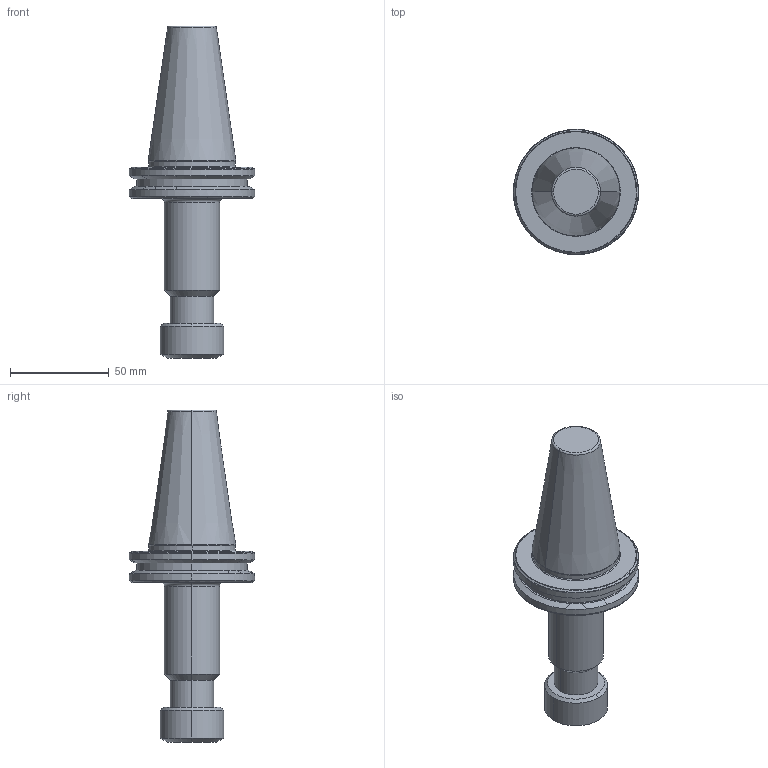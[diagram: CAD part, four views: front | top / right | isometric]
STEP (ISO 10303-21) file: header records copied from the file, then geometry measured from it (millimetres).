
FILE_DESCRIPTION (( 'STEP AP203' ), '1' );
FILE_NAME ('SK 40 ER 16 100 AD-6.3G15000 SL.STEP', '2019-04-25T07:07:00', ( '' ), ( '' ), 'SwSTEP 2.0', 'SolidWorks 2014', '' );
FILE_SCHEMA (( 'CONFIG_CONTROL_DESIGN' ));
Length unit declared in the file: millimetre
Products named in the file (1): SK 40 ER 16 100 AD-6.3G15000 SL
Bounding box: 63.5 x 63.5 x 168.4 mm (x, y, z)
Volume: 166152.3 mm3; surface area: 24361.6 mm2
Topology: 1 solids, 1 shells, 89 faces, 219 edges, 137 vertices
Faces by surface type: cone 34, bspline 22, cylinder 14, torus 12, plane 7
Entity records: 4066 total; most frequent: CARTESIAN_POINT 2065, ORIENTED_EDGE 438, DIRECTION 375, EDGE_CURVE 219, AXIS2_PLACEMENT_3D 175, VERTEX_POINT 137, CIRCLE 107, EDGE_LOOP 94
